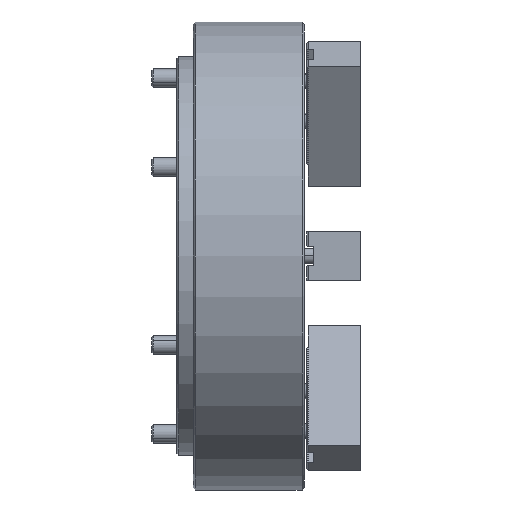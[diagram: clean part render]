
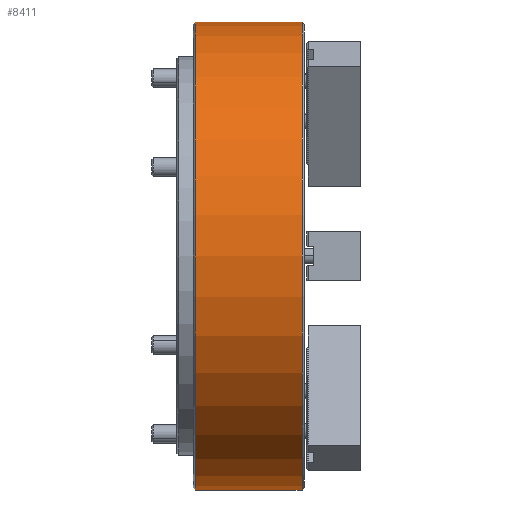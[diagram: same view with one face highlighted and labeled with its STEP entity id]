
A CAD part, front view. The second image highlights one B-rep face of the part: STEP entity #8411.
In plain terms, the highlighted cylindrical face has radius 305 mm (diameter 610 mm), a partial arc.
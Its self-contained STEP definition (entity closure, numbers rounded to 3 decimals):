
#715 = ORIENTED_EDGE ( 'NONE', *, *, #15685, .T. ) ;
#1108 = DIRECTION ( 'NONE',  ( 1., 0., 0. ) ) ;
#2258 = VERTEX_POINT ( 'NONE', #18625 ) ;
#3746 = CIRCLE ( 'NONE', #10506, 305. ) ;
#3868 = DIRECTION ( 'NONE',  ( 0., 0., -1. ) ) ;
#4912 = LINE ( 'NONE', #11395, #26008 ) ;
#6075 = DIRECTION ( 'NONE',  ( 1., 0., 0. ) ) ;
#6476 = ORIENTED_EDGE ( 'NONE', *, *, #13497, .T. ) ;
#6658 = CARTESIAN_POINT ( 'NONE',  ( 329.829, 0., 0. ) ) ;
#6825 = EDGE_LOOP ( 'NONE', ( #9106, #6476, #13351, #715 ) ) ;
#7152 = EDGE_CURVE ( 'NONE', #24258, #10502, #4912, .T. ) ;
#8312 = DIRECTION ( 'NONE',  ( -1., 0., 0. ) ) ;
#8411 = ADVANCED_FACE ( 'NONE', ( #9090 ), #14687, .T. ) ;
#9090 = FACE_OUTER_BOUND ( 'NONE', #6825, .T. ) ;
#9106 = ORIENTED_EDGE ( 'NONE', *, *, #7152, .F. ) ;
#10181 = VERTEX_POINT ( 'NONE', #27362 ) ;
#10502 = VERTEX_POINT ( 'NONE', #20472 ) ;
#10506 = AXIS2_PLACEMENT_3D ( 'NONE', #24853, #8312, #27609 ) ;
#11395 = CARTESIAN_POINT ( 'NONE',  ( 329.829, 0., 305. ) ) ;
#11842 = CARTESIAN_POINT ( 'NONE',  ( 3., 0., 305. ) ) ;
#12291 = AXIS2_PLACEMENT_3D ( 'NONE', #22570, #6075, #25314 ) ;
#12959 = LINE ( 'NONE', #28565, #26767 ) ;
#13351 = ORIENTED_EDGE ( 'NONE', *, *, #30045, .T. ) ;
#13497 = EDGE_CURVE ( 'NONE', #24258, #10181, #27540, .T. ) ;
#14687 = CYLINDRICAL_SURFACE ( 'NONE', #30551, 305. ) ;
#15685 = EDGE_CURVE ( 'NONE', #2258, #10502, #3746, .T. ) ;
#18625 = CARTESIAN_POINT ( 'NONE',  ( 142., 0., -305. ) ) ;
#20472 = CARTESIAN_POINT ( 'NONE',  ( 142., 0., 305. ) ) ;
#22570 = CARTESIAN_POINT ( 'NONE',  ( 3., 0., 0. ) ) ;
#24258 = VERTEX_POINT ( 'NONE', #11842 ) ;
#24853 = CARTESIAN_POINT ( 'NONE',  ( 142., 0., 0. ) ) ;
#25314 = DIRECTION ( 'NONE',  ( 0., 0., 1. ) ) ;
#26008 = VECTOR ( 'NONE', #28024, 1000. ) ;
#26767 = VECTOR ( 'NONE', #1108, 1000. ) ;
#27362 = CARTESIAN_POINT ( 'NONE',  ( 3., 0., -305. ) ) ;
#27540 = CIRCLE ( 'NONE', #12291, 305. ) ;
#27609 = DIRECTION ( 'NONE',  ( 0., 0., -1. ) ) ;
#28024 = DIRECTION ( 'NONE',  ( 1., 0., 0. ) ) ;
#28565 = CARTESIAN_POINT ( 'NONE',  ( 329.829, 0., -305. ) ) ;
#30045 = EDGE_CURVE ( 'NONE', #10181, #2258, #12959, .T. ) ;
#30551 = AXIS2_PLACEMENT_3D ( 'NONE', #6658, #31398, #3868 ) ;
#31398 = DIRECTION ( 'NONE',  ( 1., 0., 0. ) ) ;
